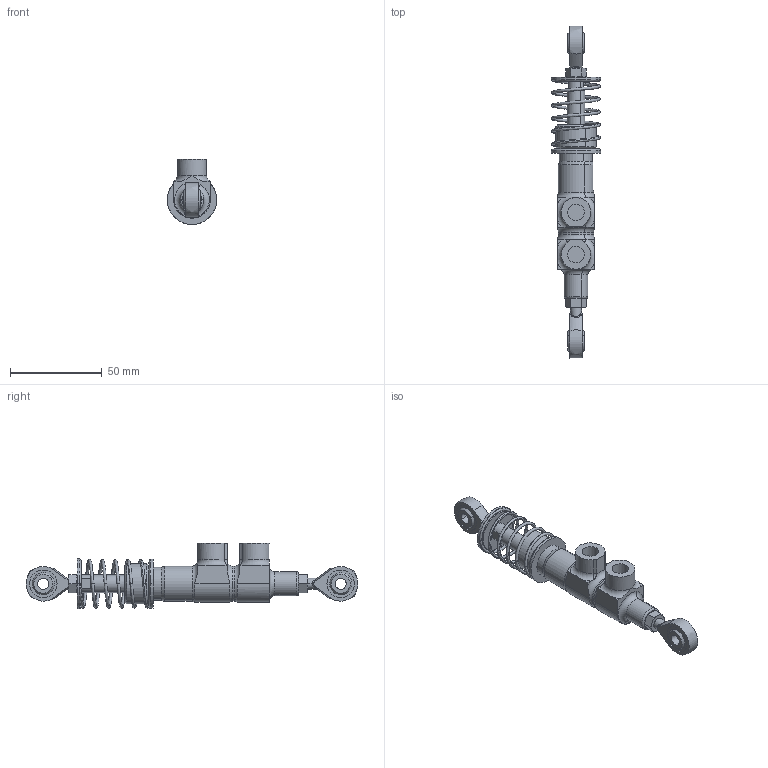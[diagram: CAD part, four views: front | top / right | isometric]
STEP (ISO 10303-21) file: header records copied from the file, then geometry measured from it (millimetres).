
FILE_DESCRIPTION(('CATIA V5 STEP Exchange'),'2;1');
FILE_NAME('MC12.7_LIBRE_STP.stp','2017-11-27T14:59:32+00:00',('none'),('none'),'CATIA Version 5 Release 20 SP 7 (IN-10)','CATIA V5 STEP AP203','none');
FILE_SCHEMA(('CONFIG_CONTROL_DESIGN'));
Length unit declared in the file: millimetre
Products named in the file (1): MC12.7_LIBRE
Bounding box: 27 x 180.81 x 35.48 mm (x, y, z)
Volume: 42138.1 mm3; surface area: 16830.9 mm2
Topology: 3 solids, 3 shells, 238 faces, 546 edges, 333 vertices
Faces by surface type: plane 72, cylinder 56, cone 42, bspline 36, torus 22, sphere 8, revolution 2
Entity records: 9699 total; most frequent: CARTESIAN_POINT 5224, ORIENTED_EDGE 1092, DIRECTION 588, EDGE_CURVE 546, VERTEX_POINT 333, AXIS2_PLACEMENT_3D 328, EDGE_LOOP 263, ADVANCED_FACE 238
